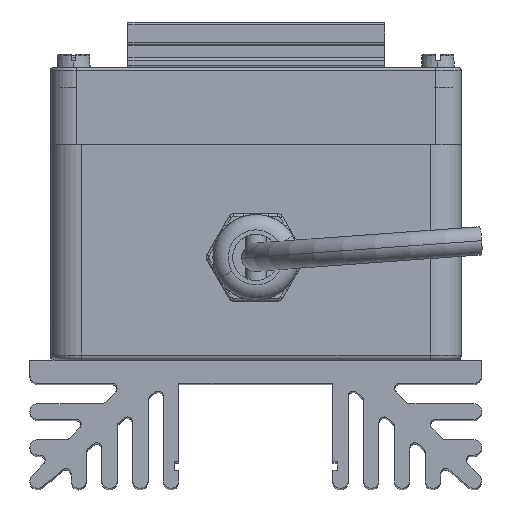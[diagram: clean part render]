
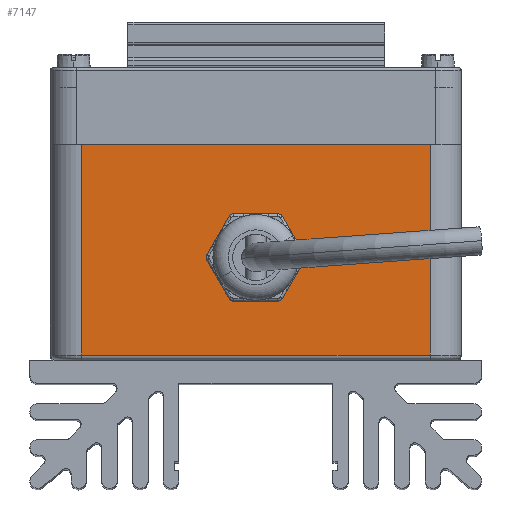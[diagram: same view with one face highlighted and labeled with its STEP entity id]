
A CAD part, top view. The second image highlights one B-rep face of the part: STEP entity #7147.
In plain terms, the highlighted face is planar.
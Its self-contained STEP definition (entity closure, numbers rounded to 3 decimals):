
#392 = VECTOR ( 'NONE', #3858, 1000. ) ;
#637 = VERTEX_POINT ( 'NONE', #1242 ) ;
#833 = CIRCLE ( 'NONE', #6600, 8. ) ;
#1041 = VERTEX_POINT ( 'NONE', #17342 ) ;
#1088 = VERTEX_POINT ( 'NONE', #9121 ) ;
#1242 = CARTESIAN_POINT ( 'NONE',  ( 87.5, 1., -34. ) ) ;
#1372 = EDGE_CURVE ( 'NONE', #1041, #2421, #13462, .T. ) ;
#1673 = CARTESIAN_POINT ( 'NONE',  ( 87.5, 42., -34. ) ) ;
#2421 = VERTEX_POINT ( 'NONE', #5470 ) ;
#3049 = EDGE_CURVE ( 'NONE', #1041, #12830, #10159, .T. ) ;
#3199 = CARTESIAN_POINT ( 'NONE',  ( 87.5, 42., 34. ) ) ;
#3706 = ORIENTED_EDGE ( 'NONE', *, *, #7752, .F. ) ;
#3742 = ORIENTED_EDGE ( 'NONE', *, *, #1372, .T. ) ;
#3858 = DIRECTION ( 'NONE',  ( 0., 0., -1. ) ) ;
#3967 = CARTESIAN_POINT ( 'NONE',  ( 87.5, 20., 0. ) ) ;
#4437 = LINE ( 'NONE', #1673, #14676 ) ;
#4558 = DIRECTION ( 'NONE',  ( 0., -1., 0. ) ) ;
#4848 = VECTOR ( 'NONE', #15048, 1000. ) ;
#4890 = ORIENTED_EDGE ( 'NONE', *, *, #16555, .T. ) ;
#5232 = CARTESIAN_POINT ( 'NONE',  ( 87.5, 20., 0. ) ) ;
#5470 = CARTESIAN_POINT ( 'NONE',  ( 87.5, 1., 34. ) ) ;
#5785 = VECTOR ( 'NONE', #4558, 1000. ) ;
#6139 = FACE_BOUND ( 'NONE', #13341, .T. ) ;
#6321 = DIRECTION ( 'NONE',  ( 0., 0., 1. ) ) ;
#6384 = DIRECTION ( 'NONE',  ( -1., 0., 0. ) ) ;
#6474 = DIRECTION ( 'NONE',  ( 1., 0., 0. ) ) ;
#6542 = LINE ( 'NONE', #9866, #4848 ) ;
#6600 = AXIS2_PLACEMENT_3D ( 'NONE', #3967, #13499, #9436 ) ;
#6680 = EDGE_CURVE ( 'NONE', #1088, #15660, #833, .T. ) ;
#7147 = ADVANCED_FACE ( 'NONE', ( #6139, #9970 ), #14554, .F. ) ;
#7752 = EDGE_CURVE ( 'NONE', #15660, #1088, #13578, .T. ) ;
#7864 = CARTESIAN_POINT ( 'NONE',  ( 87.5, 42., -40. ) ) ;
#7877 = CARTESIAN_POINT ( 'NONE',  ( 87.5, 20., -8. ) ) ;
#8756 = AXIS2_PLACEMENT_3D ( 'NONE', #7864, #6384, #6321 ) ;
#9121 = CARTESIAN_POINT ( 'NONE',  ( 87.5, 20., 8. ) ) ;
#9436 = DIRECTION ( 'NONE',  ( 0., 0., -1. ) ) ;
#9866 = CARTESIAN_POINT ( 'NONE',  ( 87.5, 1., -40. ) ) ;
#9970 = FACE_OUTER_BOUND ( 'NONE', #15892, .T. ) ;
#10159 = LINE ( 'NONE', #10530, #392 ) ;
#10530 = CARTESIAN_POINT ( 'NONE',  ( 87.5, 42., -40. ) ) ;
#10610 = DIRECTION ( 'NONE',  ( 0., 0., -1. ) ) ;
#10659 = AXIS2_PLACEMENT_3D ( 'NONE', #5232, #6474, #10610 ) ;
#10707 = ORIENTED_EDGE ( 'NONE', *, *, #3049, .F. ) ;
#10945 = EDGE_CURVE ( 'NONE', #2421, #637, #6542, .T. ) ;
#12637 = DIRECTION ( 'NONE',  ( 0., 1., 0. ) ) ;
#12830 = VERTEX_POINT ( 'NONE', #16556 ) ;
#13341 = EDGE_LOOP ( 'NONE', ( #3706, #13464 ) ) ;
#13462 = LINE ( 'NONE', #3199, #5785 ) ;
#13464 = ORIENTED_EDGE ( 'NONE', *, *, #6680, .F. ) ;
#13499 = DIRECTION ( 'NONE',  ( 1., 0., 0. ) ) ;
#13578 = CIRCLE ( 'NONE', #10659, 8. ) ;
#14042 = ORIENTED_EDGE ( 'NONE', *, *, #10945, .T. ) ;
#14554 = PLANE ( 'NONE',  #8756 ) ;
#14676 = VECTOR ( 'NONE', #12637, 1000. ) ;
#15048 = DIRECTION ( 'NONE',  ( 0., 0., -1. ) ) ;
#15660 = VERTEX_POINT ( 'NONE', #7877 ) ;
#15892 = EDGE_LOOP ( 'NONE', ( #3742, #14042, #4890, #10707 ) ) ;
#16555 = EDGE_CURVE ( 'NONE', #637, #12830, #4437, .T. ) ;
#16556 = CARTESIAN_POINT ( 'NONE',  ( 87.5, 42., -34. ) ) ;
#17342 = CARTESIAN_POINT ( 'NONE',  ( 87.5, 42., 34. ) ) ;
